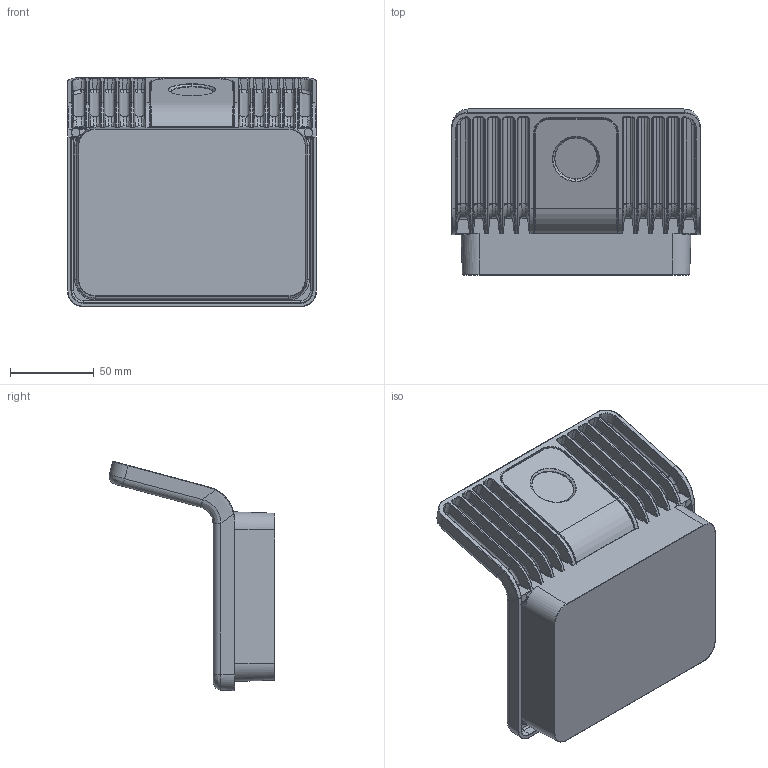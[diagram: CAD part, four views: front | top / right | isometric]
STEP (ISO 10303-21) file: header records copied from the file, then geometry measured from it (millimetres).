
FILE_DESCRIPTION (( 'STEP AP214' ), '1' );
FILE_NAME ('CUMA MINI.STEP', '2016-11-29T17:47:34', ( '' ), ( '' ), 'SwSTEP 2.0', 'SolidWorks 2012', '' );
FILE_SCHEMA (( 'AUTOMOTIVE_DESIGN' ));
Length unit declared in the file: inch
Products named in the file (1): CUMA MINI
Bounding box: 149.08 x 99.22 x 137.33 mm (x, y, z)
Volume: 608900 mm3; surface area: 94579.6 mm2
Topology: 2 solids, 10 shells, 798 faces, 1919 edges, 1101 vertices
Faces by surface type: bspline 325, cylinder 201, plane 188, cone 34, torus 34, sphere 16
Entity records: 33594 total; most frequent: CARTESIAN_POINT 18061, ORIENTED_EDGE 3710, DIRECTION 2589, EDGE_CURVE 1855, VERTEX_POINT 1089, AXIS2_PLACEMENT_3D 954, EDGE_LOOP 810, FACE_OUTER_BOUND 798
